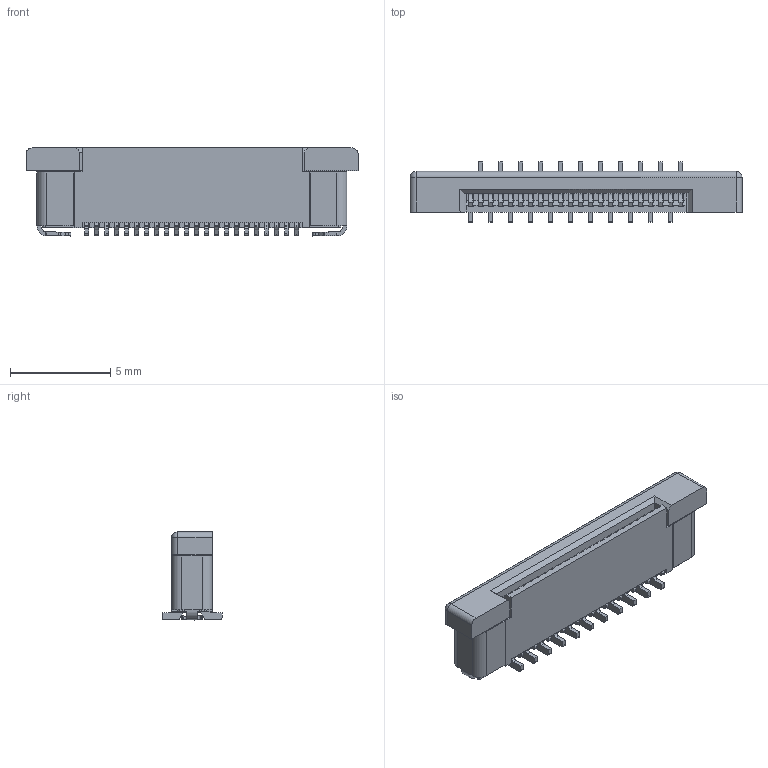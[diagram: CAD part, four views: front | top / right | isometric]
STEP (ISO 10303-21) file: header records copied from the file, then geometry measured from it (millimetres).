
FILE_DESCRIPTION (( 'STEP AP214' ), '1' );
FILE_NAME ('FPC-SMD_22P-P1.00_AFC11-S22ICC-00.step', '2022-07-06T09:04:50', ( '' ), ( '' ), 'SwSTEP 2.0', 'SolidWorks 2020', '' );
FILE_SCHEMA (( 'AUTOMOTIVE_DESIGN' ));
Length unit declared in the file: millimetre
Products named in the file (1): FPC-SMD_22P-P1.00_AFC11-S22ICC-00
Bounding box: 16.6 x 3 x 4.4 mm (x, y, z)
Volume: 99.2 mm3; surface area: 713.6 mm2
Topology: 20 solids, 20 shells, 1607 faces, 4628 edges, 3032 vertices
Faces by surface type: plane 1091, cylinder 368, bspline 146, sphere 2
Entity records: 71429 total; most frequent: CARTESIAN_POINT 13060, ORIENTED_EDGE 9252, DIRECTION 7942, EDGE_CURVE 4626, VECTOR 3610, LINE 3610, VERTEX_POINT 3032, AXIS2_PLACEMENT_3D 2166
